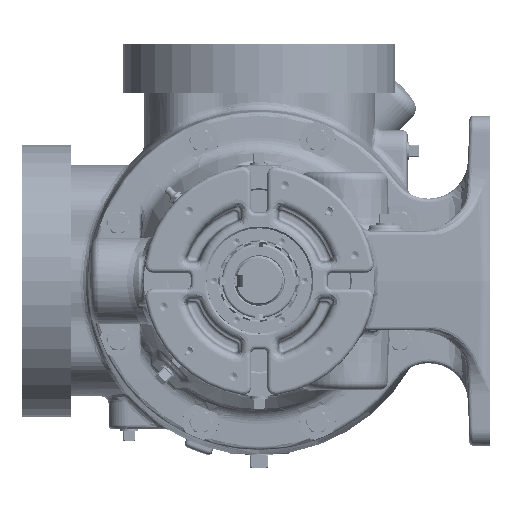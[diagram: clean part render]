
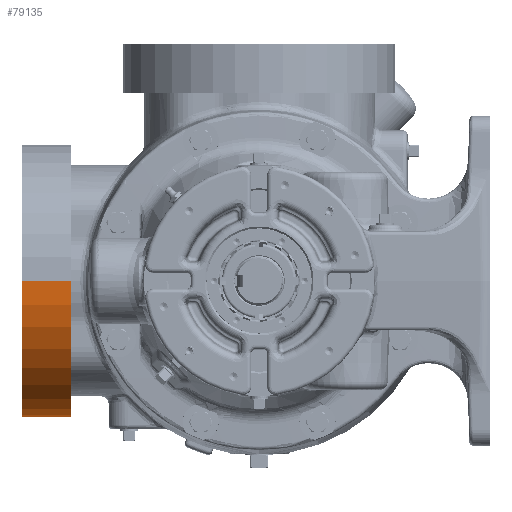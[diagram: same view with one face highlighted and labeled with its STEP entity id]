
A CAD part, left-side view. The second image highlights one B-rep face of the part: STEP entity #79135.
In plain terms, the highlighted cylindrical face has radius 104.775 mm (diameter 209.55 mm), a partial arc.
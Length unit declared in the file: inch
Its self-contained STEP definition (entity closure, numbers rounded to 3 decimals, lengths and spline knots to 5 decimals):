
#23204 = LINE ( 'NONE', #168987, #232002 ) ;
#27815 = CARTESIAN_POINT ( 'NONE',  ( 8.638, 5.6875, 0. ) ) ;
#33804 = CARTESIAN_POINT ( 'NONE',  ( 8.638, 4.88156, 0. ) ) ;
#42423 = AXIS2_PLACEMENT_3D ( 'NONE', #276526, #249705, #142354 ) ;
#75720 = DIRECTION ( 'NONE',  ( 0., -1., 0. ) ) ;
#77116 = CARTESIAN_POINT ( 'NONE',  ( 4.513, 4.88156, 0. ) ) ;
#78375 = EDGE_CURVE ( 'NONE', #209891, #207608, #79063, .T. ) ;
#79063 = LINE ( 'NONE', #33804, #136422 ) ;
#79135 = ADVANCED_FACE ( 'Defeatured_0_3662', ( #96964 ), #155384, .T. ) ;
#90916 = ORIENTED_EDGE ( 'NONE', *, *, #78375, .T. ) ;
#92206 = CIRCLE ( 'NONE', #42423, 4.125 ) ;
#96964 = FACE_OUTER_BOUND ( 'NONE', #163570, .T. ) ;
#106067 = CARTESIAN_POINT ( 'NONE',  ( 0.388, 7.1875, 0. ) ) ;
#108925 = CARTESIAN_POINT ( 'NONE',  ( 4.513, 5.6875, 0. ) ) ;
#114225 = CARTESIAN_POINT ( 'NONE',  ( 8.638, 7.1875, 0. ) ) ;
#118640 = AXIS2_PLACEMENT_3D ( 'NONE', #77116, #75720, #162006 ) ;
#133930 = CIRCLE ( 'NONE', #251338, 4.125 ) ;
#136422 = VECTOR ( 'NONE', #274180, 39.37008 ) ;
#142354 = DIRECTION ( 'NONE',  ( -1., 0., 0. ) ) ;
#155384 = CYLINDRICAL_SURFACE ( 'NONE', #118640, 4.125 ) ;
#156461 = VERTEX_POINT ( 'NONE', #106067 ) ;
#162006 = DIRECTION ( 'NONE',  ( -1., 0., 0. ) ) ;
#163570 = EDGE_LOOP ( 'NONE', ( #221099, #90916, #200668, #187346 ) ) ;
#168987 = CARTESIAN_POINT ( 'NONE',  ( 0.388, 4.88156, 0. ) ) ;
#179191 = VERTEX_POINT ( 'NONE', #268917 ) ;
#187346 = ORIENTED_EDGE ( 'NONE', *, *, #227191, .F. ) ;
#196581 = DIRECTION ( 'NONE',  ( -1., 0., 0. ) ) ;
#200668 = ORIENTED_EDGE ( 'NONE', *, *, #276108, .F. ) ;
#207608 = VERTEX_POINT ( 'NONE', #27815 ) ;
#207791 = EDGE_CURVE ( 'NONE', #156461, #209891, #92206, .T. ) ;
#209891 = VERTEX_POINT ( 'NONE', #114225 ) ;
#219141 = DIRECTION ( 'NONE',  ( 0., -1., 0. ) ) ;
#221099 = ORIENTED_EDGE ( 'NONE', *, *, #207791, .T. ) ;
#227191 = EDGE_CURVE ( 'NONE', #156461, #179191, #23204, .T. ) ;
#232002 = VECTOR ( 'NONE', #255202, 39.37008 ) ;
#249705 = DIRECTION ( 'NONE',  ( 0., -1., 0. ) ) ;
#251338 = AXIS2_PLACEMENT_3D ( 'NONE', #108925, #219141, #196581 ) ;
#255202 = DIRECTION ( 'NONE',  ( 0., -1., 0. ) ) ;
#268917 = CARTESIAN_POINT ( 'NONE',  ( 0.388, 5.6875, 0. ) ) ;
#274180 = DIRECTION ( 'NONE',  ( 0., -1., 0. ) ) ;
#276108 = EDGE_CURVE ( 'NONE', #179191, #207608, #133930, .T. ) ;
#276526 = CARTESIAN_POINT ( 'NONE',  ( 4.513, 7.1875, 0. ) ) ;
